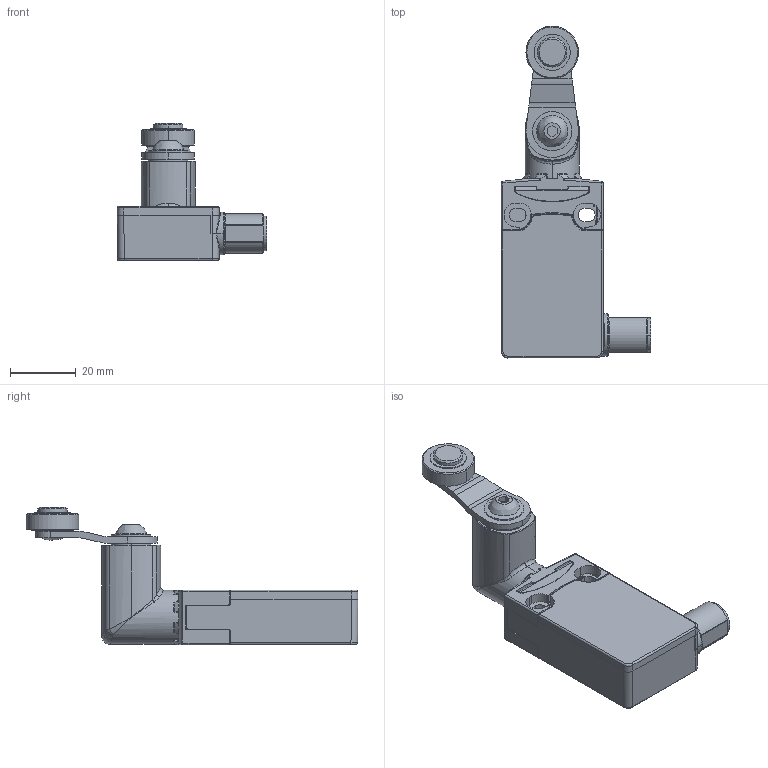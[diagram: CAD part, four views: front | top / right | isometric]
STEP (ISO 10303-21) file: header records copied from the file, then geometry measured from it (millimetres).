
FILE_DESCRIPTION (( 'STEP AP203' ), '1' );
FILE_NAME ('PS116T11-STRH200_Default.step', '2022-10-27T18:29:08', ( 'Windows User' ), ( 'AUTOMATION DIRECT' ), 'SwSTEP 2.0', 'SolidWorks 2021', '' );
FILE_SCHEMA (( 'CONFIG_CONTROL_DESIGN' ));
Length unit declared in the file: inch
Products named in the file (1): PS116T11-STRH200_Default
Bounding box: 45.5 x 101.03 x 41.8 mm (x, y, z)
Volume: 37838.7 mm3; surface area: 16231.8 mm2
Topology: 1 solids, 1 shells, 957 faces, 2508 edges, 1530 vertices
Faces by surface type: cylinder 414, plane 292, bspline 221, cone 30
Entity records: 38347 total; most frequent: CARTESIAN_POINT 16531, ORIENTED_EDGE 4936, DIRECTION 4138, EDGE_CURVE 2468, VERTEX_POINT 1530, AXIS2_PLACEMENT_3D 1523, LINE 1092, VECTOR 1092
